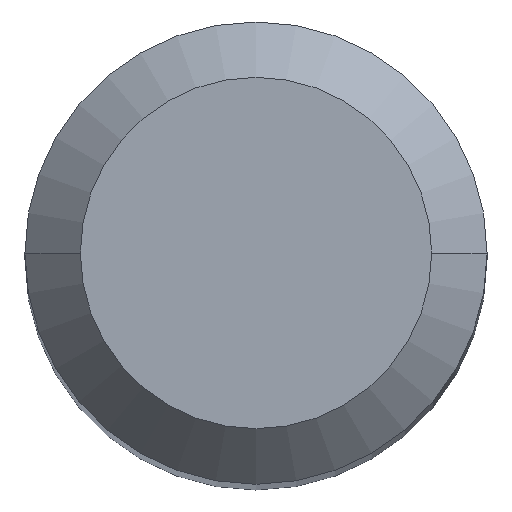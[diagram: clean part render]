
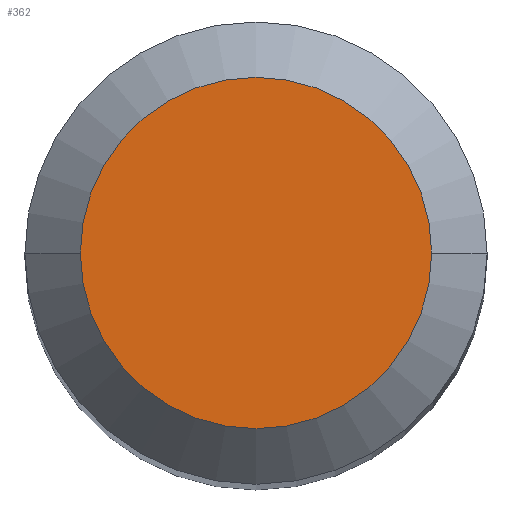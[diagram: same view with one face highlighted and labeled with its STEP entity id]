
A CAD part, top view. The second image highlights one B-rep face of the part: STEP entity #362.
In plain terms, the highlighted planar face has unit normal (0, 0, 1).
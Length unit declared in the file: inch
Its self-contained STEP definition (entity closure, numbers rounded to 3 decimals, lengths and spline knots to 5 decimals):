
#15 = CARTESIAN_POINT ( 'NONE',  ( 0., 0., 0. ) ) ;
#17 = CARTESIAN_POINT ( 'NONE',  ( 0., 0.0475, 0. ) ) ;
#33 = AXIS2_PLACEMENT_3D ( 'NONE', #316, #217, #214 ) ;
#92 = VERTEX_POINT ( 'NONE', #330 ) ;
#138 = FACE_OUTER_BOUND ( 'NONE', #306, .T. ) ;
#192 = ORIENTED_EDGE ( 'NONE', *, *, #271, .T. ) ;
#194 = DIRECTION ( 'NONE',  ( 1., 0., 0. ) ) ;
#211 = CARTESIAN_POINT ( 'NONE',  ( 0.0475, 0., 0. ) ) ;
#213 = CIRCLE ( 'NONE', #343, 0.0475 ) ;
#214 = DIRECTION ( 'NONE',  ( 1., 0., 0. ) ) ;
#217 = DIRECTION ( 'NONE',  ( 0., 0., 1. ) ) ;
#251 = DIRECTION ( 'NONE',  ( -1., 0., 0. ) ) ;
#271 = EDGE_CURVE ( 'NONE', #92, #337, #213, .T. ) ;
#306 = EDGE_LOOP ( 'NONE', ( #192, #399 ) ) ;
#314 = AXIS2_PLACEMENT_3D ( 'NONE', #17, #376, #251 ) ;
#316 = CARTESIAN_POINT ( 'NONE',  ( 0., 0., 0. ) ) ;
#330 = CARTESIAN_POINT ( 'NONE',  ( -0.0475, 0., 0. ) ) ;
#337 = VERTEX_POINT ( 'NONE', #211 ) ;
#343 = AXIS2_PLACEMENT_3D ( 'NONE', #15, #406, #194 ) ;
#349 = PLANE ( 'NONE',  #314 ) ;
#362 = ADVANCED_FACE ( 'NONE', ( #138 ), #349, .F. ) ;
#376 = DIRECTION ( 'NONE',  ( 0., 0., -1. ) ) ;
#399 = ORIENTED_EDGE ( 'NONE', *, *, #403, .T. ) ;
#403 = EDGE_CURVE ( 'NONE', #337, #92, #436, .T. ) ;
#406 = DIRECTION ( 'NONE',  ( 0., 0., 1. ) ) ;
#436 = CIRCLE ( 'NONE', #33, 0.0475 ) ;
